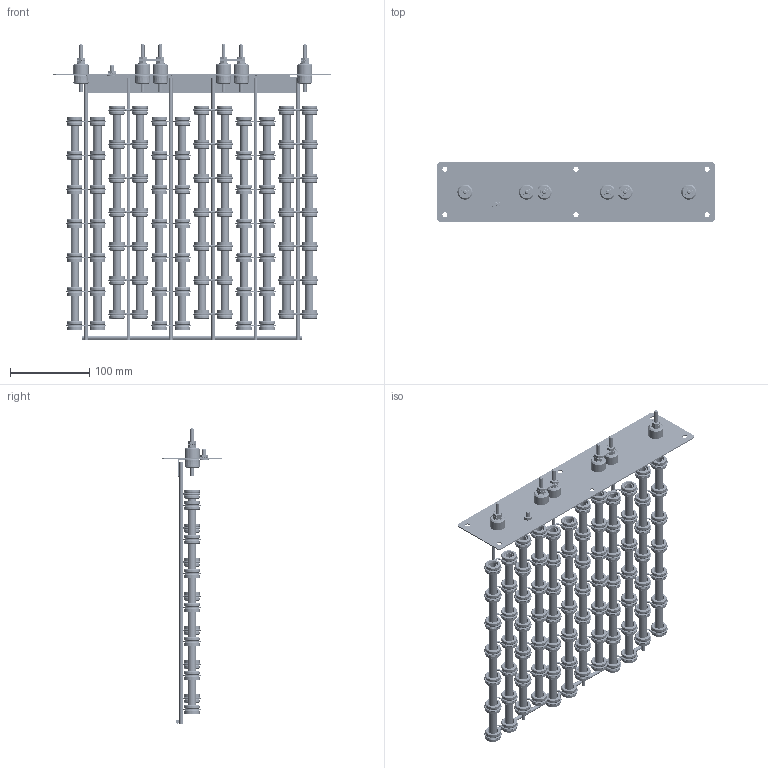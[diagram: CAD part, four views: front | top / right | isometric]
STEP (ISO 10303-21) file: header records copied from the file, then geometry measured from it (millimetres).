
FILE_DESCRIPTION(/* description */ ('Alibre Inc.'),/* implementation_level */ '2;1');
FILE_NAME(/* name */ 'export0',/* time_stamp */ '2015-11-17T10:58:07-05:00',/* author */ (''),/* organization */ (''),/* preprocessor_version */ 'ST-DEVELOPER v14',/* originating_system */ 'Alibre',/* authorisation */ '');
FILE_SCHEMA (('AUTOMOTIVE_DESIGN'));
Length unit declared in the file: centimetre
Products named in the file (24): CER600
Bounding box: 349.25 x 76.2 x 371.46 mm (x, y, z)
Volume: 366701.1 mm3; surface area: 487040.5 mm2
Topology: 187 solids, 187 shells, 3415 faces, 7430 edges, 4434 vertices
Faces by surface type: cylinder 1193, plane 951, cone 791, torus 480
Full cylindrical faces by diameter (mm): 2.032 x210, 3.175 x6, 3.302 x24, 3.962 x13, 4.445 x6, 4.762 x1, 4.763 x6, 4.826 x7, 4.953 x7, 5.08 x13, 5.537 x4, 6.35 x6, 8.936 x12, 10.16 x12, 11.049 x6, 11.176 x1, 11.43 x84, 19.05 x6, 19.355 x168
Entity records: 14771 total; most frequent: CARTESIAN_POINT 4046, DIRECTION 2118, ORIENTED_EDGE 1918, EDGE_CURVE 959, AXIS2_PLACEMENT_3D 929, VERTEX_POINT 666, EDGE_LOOP 621, FACE_BOUND 621
